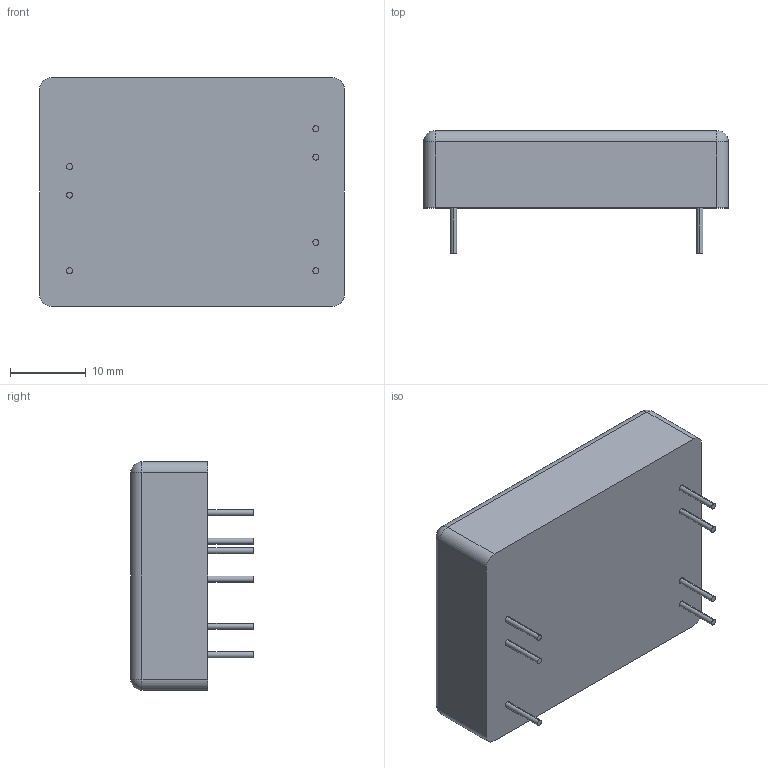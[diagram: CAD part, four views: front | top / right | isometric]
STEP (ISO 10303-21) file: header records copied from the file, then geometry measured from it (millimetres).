
FILE_DESCRIPTION (( 'STEP AP214' ), '1' );
FILE_NAME ('ﾌﾄﾌ10-1ﾂ05ﾒﾏ.STEP', '2017-09-15T12:47:34', ( '' ), ( '' ), 'SwSTEP 2.0', 'SolidWorks 2016', '' );
FILE_SCHEMA (( 'AUTOMOTIVE_DESIGN' ));
Length unit declared in the file: millimetre
Products named in the file (1): ﾌﾄﾌ10-1ﾂ05ﾒﾏ
Bounding box: 40.2 x 16.2 x 30.2 mm (x, y, z)
Volume: 12318.9 mm3; surface area: 3849.7 mm2
Topology: 1 solids, 1 shells, 39 faces, 82 edges, 48 vertices
Faces by surface type: cylinder 22, plane 13, sphere 4
Entity records: 1483 total; most frequent: DIRECTION 202, CARTESIAN_POINT 166, ORIENTED_EDGE 156, AXIS2_PLACEMENT_3D 84, EDGE_CURVE 78, VERTEX_POINT 48, EDGE_LOOP 46, CIRCLE 44
